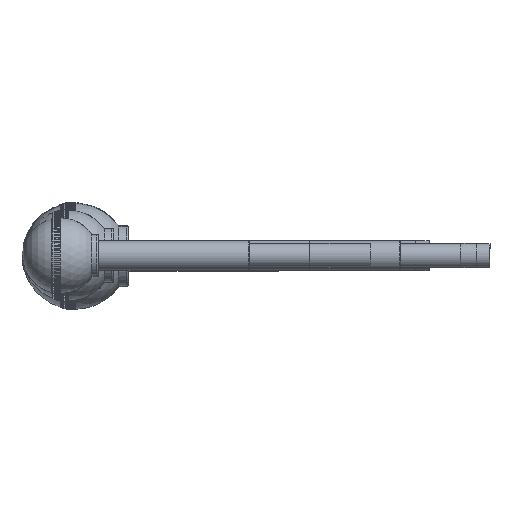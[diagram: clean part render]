
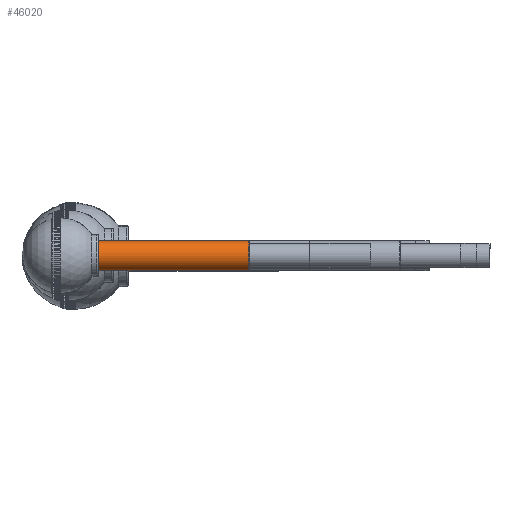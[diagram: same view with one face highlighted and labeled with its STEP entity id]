
A CAD part, left-side view. The second image highlights one B-rep face of the part: STEP entity #46020.
In plain terms, the highlighted cylindrical face has radius 4.97 mm (diameter 9.94 mm), a full revolution.
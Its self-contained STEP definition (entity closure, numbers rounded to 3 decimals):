
#7276=CYLINDRICAL_SURFACE('',#49362,4.97);
#7384=FACE_BOUND('',#11166,.T.);
#8265=FACE_OUTER_BOUND('',#11165,.T.);
#11165=EDGE_LOOP('',(#31190));
#11166=EDGE_LOOP('',(#31191));
#14752=CIRCLE('',#49360,4.97);
#14754=CIRCLE('',#49363,4.97);
#19189=VERTEX_POINT('',#74226);
#19191=VERTEX_POINT('',#74231);
#23866=EDGE_CURVE('',#19189,#19189,#14752,.T.);
#23868=EDGE_CURVE('',#19191,#19191,#14754,.T.);
#31190=ORIENTED_EDGE('',*,*,#23868,.F.);
#31191=ORIENTED_EDGE('',*,*,#23866,.F.);
#46020=ADVANCED_FACE('',(#8265,#7384),#7276,.T.);
#49360=AXIS2_PLACEMENT_3D('',#74227,#57721,#57722);
#49362=AXIS2_PLACEMENT_3D('',#74230,#57725,#57726);
#49363=AXIS2_PLACEMENT_3D('',#74232,#57727,#57728);
#57721=DIRECTION('center_axis',(1.,0.,0.));
#57722=DIRECTION('ref_axis',(0.,-1.,0.));
#57725=DIRECTION('center_axis',(1.,0.,0.));
#57726=DIRECTION('ref_axis',(0.,1.,0.));
#57727=DIRECTION('center_axis',(-1.,0.,0.));
#57728=DIRECTION('ref_axis',(0.,-1.,0.));
#74226=CARTESIAN_POINT('',(69.8,4.97,0.));
#74227=CARTESIAN_POINT('Origin',(69.8,0.,0.));
#74230=CARTESIAN_POINT('Origin',(45.,0.,0.));
#74231=CARTESIAN_POINT('',(20.2,4.97,0.));
#74232=CARTESIAN_POINT('Origin',(20.2,0.,0.));
